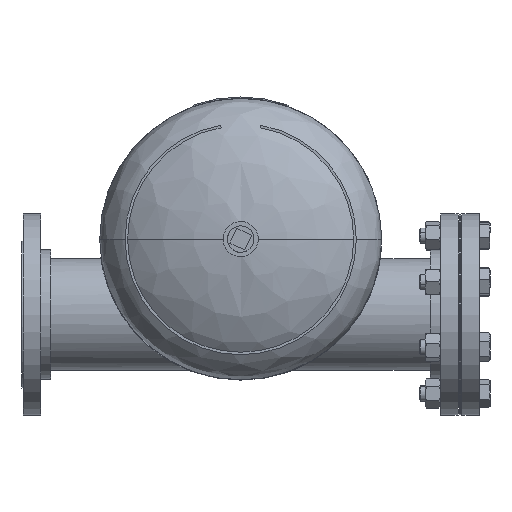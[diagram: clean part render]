
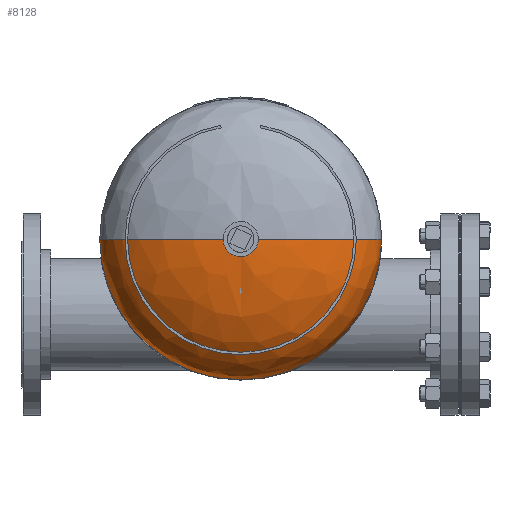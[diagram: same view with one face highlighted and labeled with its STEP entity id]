
A CAD part, front view. The second image highlights one B-rep face of the part: STEP entity #8128.
In plain terms, the highlighted free-form (B-spline) face has degree [3, 3] with [4, 4] control points.
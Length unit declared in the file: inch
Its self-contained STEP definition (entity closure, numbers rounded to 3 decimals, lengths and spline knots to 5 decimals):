
#462 = CARTESIAN_POINT ( 'NONE',  ( 7., 0.273, 0. ) ) ;
#1125 = CARTESIAN_POINT ( 'NONE',  ( 7., 2.17806, 14. ) ) ;
#1242 = CARTESIAN_POINT ( 'NONE',  ( -0.75, 3.79958, 0. ) ) ;
#1640 = CARTESIAN_POINT ( 'NONE',  ( -0.75, 3.79958, 0. ) ) ;
#1686 = EDGE_CURVE ( 'NONE', #20846, #10369, #18579, .T. ) ;
#1859 = AXIS2_PLACEMENT_3D ( 'NONE', #16011, #11199, #3241 ) ;
#1918 = VERTEX_POINT ( 'NONE', #18397 ) ;
#2416 = CARTESIAN_POINT ( 'NONE',  ( -7., 0.273, 0. ) ) ;
#2485 = CARTESIAN_POINT ( 'NONE',  ( 7., 0.273, 0. ) ) ;
#2763 = CARTESIAN_POINT ( 'NONE',  ( 7., 2.17806, 0. ) ) ;
#3033 =( BOUNDED_CURVE ( )  B_SPLINE_CURVE ( 3, ( #18878, #15516, #5374, #462 ),
 .UNSPECIFIED., .F., .T. ) 
 B_SPLINE_CURVE_WITH_KNOTS ( ( 4, 4 ),
 ( 4.81974, 6.28319 ),
 .UNSPECIFIED. ) 
 CURVE ( )  GEOMETRIC_REPRESENTATION_ITEM ( )  RATIONAL_B_SPLINE_CURVE ( ( 1., 0.829, 0.829, 1. ) ) 
 REPRESENTATION_ITEM ( '' )  );
#3241 = DIRECTION ( 'NONE',  ( 1., 0., 0. ) ) ;
#3264 = DIRECTION ( 'NONE',  ( 1., 0., 0. ) ) ;
#3628 = ORIENTED_EDGE ( 'NONE', *, *, #4760, .T. ) ;
#4403 = CARTESIAN_POINT ( 'NONE',  ( -4.48799, 3.59547, 8.97598 ) ) ;
#4617 = CARTESIAN_POINT ( 'NONE',  ( -4.48799, 3.59547, 0. ) ) ;
#4627 = EDGE_CURVE ( 'NONE', #1918, #18735, #11246, .T. ) ;
#4760 = EDGE_CURVE ( 'NONE', #10369, #1918, #8165, .T. ) ;
#5225 = ORIENTED_EDGE ( 'NONE', *, *, #14553, .F. ) ;
#5374 = CARTESIAN_POINT ( 'NONE',  ( 7., 2.17806, 0. ) ) ;
#6464 = CARTESIAN_POINT ( 'NONE',  ( -7., 0.273, 14. ) ) ;
#6656 = ORIENTED_EDGE ( 'NONE', *, *, #1686, .T. ) ;
#6989 = AXIS2_PLACEMENT_3D ( 'NONE', #18665, #20187, #8823 ) ;
#7273 = ORIENTED_EDGE ( 'NONE', *, *, #18339, .F. ) ;
#7870 = CARTESIAN_POINT ( 'NONE',  ( 0.75, 3.79958, 0. ) ) ;
#7907 = CARTESIAN_POINT ( 'NONE',  ( 0., 3.79958, 0.75 ) ) ;
#7982 = CARTESIAN_POINT ( 'NONE',  ( 7., 0.273, 0. ) ) ;
#8128 = ADVANCED_FACE ( 'NONE', ( #9501 ), #13482, .F. ) ;
#8165 = CIRCLE ( 'NONE', #20003, 0.75 ) ;
#8526 = CARTESIAN_POINT ( 'NONE',  ( 0.75, 3.79958, 0. ) ) ;
#8823 = DIRECTION ( 'NONE',  ( 1., 0., 0. ) ) ;
#9501 = FACE_OUTER_BOUND ( 'NONE', #16382, .T. ) ;
#9617 = CARTESIAN_POINT ( 'NONE',  ( -7., 2.17806, 14. ) ) ;
#10007 = DIRECTION ( 'NONE',  ( 0., -1., 0. ) ) ;
#10369 = VERTEX_POINT ( 'NONE', #7907 ) ;
#11040 = CARTESIAN_POINT ( 'NONE',  ( 0.75, 3.79958, 1.5 ) ) ;
#11199 = DIRECTION ( 'NONE',  ( 0., -1., 0. ) ) ;
#11246 =( BOUNDED_CURVE ( )  B_SPLINE_CURVE ( 3, ( #1640, #18098, #11661, #13296 ),
 .UNSPECIFIED., .F., .T. ) 
 B_SPLINE_CURVE_WITH_KNOTS ( ( 4, 4 ),
 ( 4.81974, 6.28319 ),
 .UNSPECIFIED. ) 
 CURVE ( )  GEOMETRIC_REPRESENTATION_ITEM ( )  RATIONAL_B_SPLINE_CURVE ( ( 1., 0.829, 0.829, 1. ) ) 
 REPRESENTATION_ITEM ( '' )  );
#11489 = CARTESIAN_POINT ( 'NONE',  ( 4.48799, 3.59547, 0. ) ) ;
#11661 = CARTESIAN_POINT ( 'NONE',  ( -7., 2.17806, 0. ) ) ;
#13126 = CARTESIAN_POINT ( 'NONE',  ( -7., 0.273, 0. ) ) ;
#13296 = CARTESIAN_POINT ( 'NONE',  ( -7., 0.273, 0. ) ) ;
#13482 =( BOUNDED_SURFACE ( )  B_SPLINE_SURFACE ( 3, 3, ( 
 ( #7870, #11040, #18138, #1242 ),
 ( #11489, #21393, #4403, #4617 ),
 ( #2763, #1125, #9617, #14657 ),
 ( #7982, #14435, #6464, #13126 ) ),
 .UNSPECIFIED., .F., .F., .F. ) 
 B_SPLINE_SURFACE_WITH_KNOTS ( ( 4, 4 ),
 ( 4, 4 ),
 ( 0., 1. ),
 ( 0., 1. ),
 .UNSPECIFIED. ) 
 GEOMETRIC_REPRESENTATION_ITEM ( )  RATIONAL_B_SPLINE_SURFACE ( (
 ( 1., 0.333, 0.333, 1.),
 ( 0.829, 0.276, 0.276, 0.829),
 ( 0.829, 0.276, 0.276, 0.829),
 ( 1., 0.333, 0.333, 1.) ) ) 
 REPRESENTATION_ITEM ( '' )  SURFACE ( )  );
#14435 = CARTESIAN_POINT ( 'NONE',  ( 7., 0.273, 14. ) ) ;
#14437 = ORIENTED_EDGE ( 'NONE', *, *, #4627, .T. ) ;
#14553 = EDGE_CURVE ( 'NONE', #16264, #18735, #19170, .T. ) ;
#14657 = CARTESIAN_POINT ( 'NONE',  ( -7., 2.17806, 0. ) ) ;
#15516 = CARTESIAN_POINT ( 'NONE',  ( 4.48799, 3.59547, 0. ) ) ;
#16011 = CARTESIAN_POINT ( 'NONE',  ( 0., 3.79958, 0. ) ) ;
#16264 = VERTEX_POINT ( 'NONE', #2485 ) ;
#16382 = EDGE_LOOP ( 'NONE', ( #3628, #14437, #5225, #7273, #6656 ) ) ;
#18098 = CARTESIAN_POINT ( 'NONE',  ( -4.48799, 3.59547, 0. ) ) ;
#18138 = CARTESIAN_POINT ( 'NONE',  ( -0.75, 3.79958, 1.5 ) ) ;
#18339 = EDGE_CURVE ( 'NONE', #20846, #16264, #3033, .T. ) ;
#18397 = CARTESIAN_POINT ( 'NONE',  ( -0.75, 3.79958, 0. ) ) ;
#18579 = CIRCLE ( 'NONE', #1859, 0.75 ) ;
#18665 = CARTESIAN_POINT ( 'NONE',  ( 0., 0.273, 0. ) ) ;
#18735 = VERTEX_POINT ( 'NONE', #2416 ) ;
#18878 = CARTESIAN_POINT ( 'NONE',  ( 0.75, 3.79958, 0. ) ) ;
#19170 = CIRCLE ( 'NONE', #6989, 7. ) ;
#20003 = AXIS2_PLACEMENT_3D ( 'NONE', #20047, #10007, #3264 ) ;
#20047 = CARTESIAN_POINT ( 'NONE',  ( 0., 3.79958, 0. ) ) ;
#20187 = DIRECTION ( 'NONE',  ( 0., -1., 0. ) ) ;
#20846 = VERTEX_POINT ( 'NONE', #8526 ) ;
#21393 = CARTESIAN_POINT ( 'NONE',  ( 4.48799, 3.59547, 8.97598 ) ) ;
